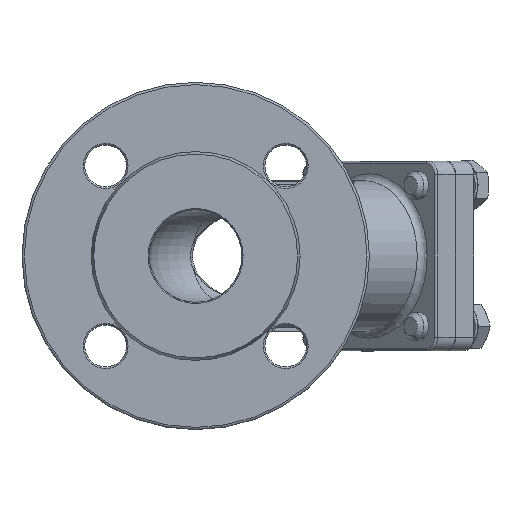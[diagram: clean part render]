
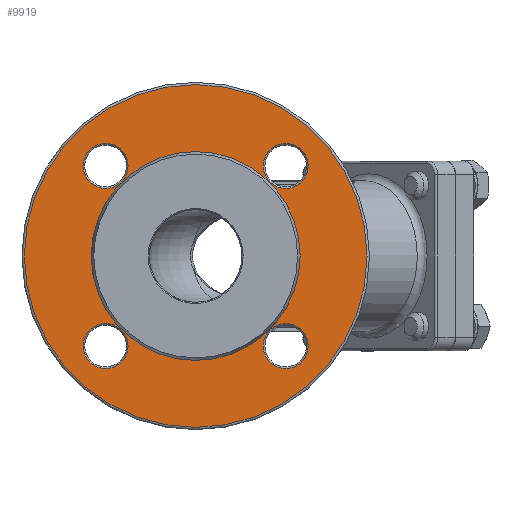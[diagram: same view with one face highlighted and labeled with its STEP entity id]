
A CAD part, left-side view. The second image highlights one B-rep face of the part: STEP entity #9919.
In plain terms, the highlighted planar face has unit normal (-1, 0, 0).
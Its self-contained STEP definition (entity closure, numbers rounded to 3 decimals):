
#2673 = CIRCLE ( 'NONE', #22952, 9.7 ) ;
#2698 = FACE_OUTER_BOUND ( 'NONE', #3500, .T. ) ;
#2985 = PLANE ( 'NONE',  #7338 ) ;
#3500 = EDGE_LOOP ( 'NONE', ( #17965 ) ) ;
#3503 = VERTEX_POINT ( 'NONE', #8201 ) ;
#4860 = EDGE_LOOP ( 'NONE', ( #9334 ) ) ;
#5165 = FACE_BOUND ( 'NONE', #12010, .T. ) ;
#5416 = CARTESIAN_POINT ( 'NONE',  ( -69., 0., 0. ) ) ;
#5437 = EDGE_LOOP ( 'NONE', ( #15715 ) ) ;
#5756 = EDGE_CURVE ( 'NONE', #13988, #13988, #22823, .T. ) ;
#6036 = CIRCLE ( 'NONE', #15029, 9.7 ) ;
#6273 = VERTEX_POINT ( 'NONE', #17657 ) ;
#7248 = DIRECTION ( 'NONE',  ( 0., 0., -1. ) ) ;
#7338 = AXIS2_PLACEMENT_3D ( 'NONE', #14322, #14172, #7248 ) ;
#7469 = AXIS2_PLACEMENT_3D ( 'NONE', #21977, #21833, #26403 ) ;
#7524 = FACE_BOUND ( 'NONE', #5437, .T. ) ;
#8201 = CARTESIAN_POINT ( 'NONE',  ( -69., 38.891, 29.191 ) ) ;
#8219 = EDGE_CURVE ( 'NONE', #3503, #3503, #2673, .T. ) ;
#8512 = AXIS2_PLACEMENT_3D ( 'NONE', #25191, #16421, #15829 ) ;
#9334 = ORIENTED_EDGE ( 'NONE', *, *, #8219, .T. ) ;
#9919 = ADVANCED_FACE ( 'NONE', ( #2698, #18755, #27508, #25440, #7524, #5165 ), #2985, .F. ) ;
#10436 = CARTESIAN_POINT ( 'NONE',  ( -69., 38.891, -48.591 ) ) ;
#11475 = DIRECTION ( 'NONE',  ( 1., 0., 0. ) ) ;
#11493 = DIRECTION ( 'NONE',  ( 0., 0., -1. ) ) ;
#11917 = EDGE_LOOP ( 'NONE', ( #25216 ) ) ;
#12010 = EDGE_LOOP ( 'NONE', ( #25931 ) ) ;
#12199 = AXIS2_PLACEMENT_3D ( 'NONE', #14135, #27469, #11493 ) ;
#12366 = VERTEX_POINT ( 'NONE', #25968 ) ;
#12638 = DIRECTION ( 'NONE',  ( -1., 0., 0. ) ) ;
#12783 = VERTEX_POINT ( 'NONE', #10436 ) ;
#13988 = VERTEX_POINT ( 'NONE', #25394 ) ;
#14029 = EDGE_CURVE ( 'NONE', #19590, #19590, #25428, .T. ) ;
#14135 = CARTESIAN_POINT ( 'NONE',  ( -69., -38.891, -38.891 ) ) ;
#14172 = DIRECTION ( 'NONE',  ( 1., 0., 0. ) ) ;
#14322 = CARTESIAN_POINT ( 'NONE',  ( -69., 45.092, 0. ) ) ;
#14784 = EDGE_CURVE ( 'NONE', #12366, #12366, #25452, .T. ) ;
#14880 = EDGE_CURVE ( 'NONE', #12783, #12783, #6036, .T. ) ;
#15029 = AXIS2_PLACEMENT_3D ( 'NONE', #24207, #15286, #22280 ) ;
#15286 = DIRECTION ( 'NONE',  ( 1., 0., 0. ) ) ;
#15715 = ORIENTED_EDGE ( 'NONE', *, *, #14880, .T. ) ;
#15829 = DIRECTION ( 'NONE',  ( 0., 0., -1. ) ) ;
#16421 = DIRECTION ( 'NONE',  ( -1., 0., 0. ) ) ;
#17657 = CARTESIAN_POINT ( 'NONE',  ( -69., 0., -74. ) ) ;
#17841 = EDGE_LOOP ( 'NONE', ( #24401 ) ) ;
#17965 = ORIENTED_EDGE ( 'NONE', *, *, #23387, .T. ) ;
#18755 = FACE_BOUND ( 'NONE', #4860, .T. ) ;
#19300 = DIRECTION ( 'NONE',  ( 0., 0., 1. ) ) ;
#19590 = VERTEX_POINT ( 'NONE', #28773 ) ;
#20813 = CIRCLE ( 'NONE', #8512, 74. ) ;
#21833 = DIRECTION ( 'NONE',  ( 1., 0., 0. ) ) ;
#21977 = CARTESIAN_POINT ( 'NONE',  ( -69., -38.891, 38.891 ) ) ;
#22280 = DIRECTION ( 'NONE',  ( 0., 0., -1. ) ) ;
#22823 = CIRCLE ( 'NONE', #28030, 45.092 ) ;
#22952 = AXIS2_PLACEMENT_3D ( 'NONE', #27452, #11475, #25247 ) ;
#23387 = EDGE_CURVE ( 'NONE', #6273, #6273, #20813, .T. ) ;
#24207 = CARTESIAN_POINT ( 'NONE',  ( -69., 38.891, -38.891 ) ) ;
#24401 = ORIENTED_EDGE ( 'NONE', *, *, #14784, .T. ) ;
#25191 = CARTESIAN_POINT ( 'NONE',  ( -69., 0., 0. ) ) ;
#25216 = ORIENTED_EDGE ( 'NONE', *, *, #14029, .T. ) ;
#25247 = DIRECTION ( 'NONE',  ( 0., 0., -1. ) ) ;
#25394 = CARTESIAN_POINT ( 'NONE',  ( -69., 0., 45.092 ) ) ;
#25428 = CIRCLE ( 'NONE', #7469, 9.7 ) ;
#25440 = FACE_BOUND ( 'NONE', #17841, .T. ) ;
#25452 = CIRCLE ( 'NONE', #12199, 9.7 ) ;
#25931 = ORIENTED_EDGE ( 'NONE', *, *, #5756, .F. ) ;
#25968 = CARTESIAN_POINT ( 'NONE',  ( -69., -38.891, -48.591 ) ) ;
#26403 = DIRECTION ( 'NONE',  ( 0., 0., -1. ) ) ;
#27452 = CARTESIAN_POINT ( 'NONE',  ( -69., 38.891, 38.891 ) ) ;
#27469 = DIRECTION ( 'NONE',  ( 1., 0., 0. ) ) ;
#27508 = FACE_BOUND ( 'NONE', #11917, .T. ) ;
#28030 = AXIS2_PLACEMENT_3D ( 'NONE', #5416, #12638, #19300 ) ;
#28773 = CARTESIAN_POINT ( 'NONE',  ( -69., -38.891, 29.191 ) ) ;
